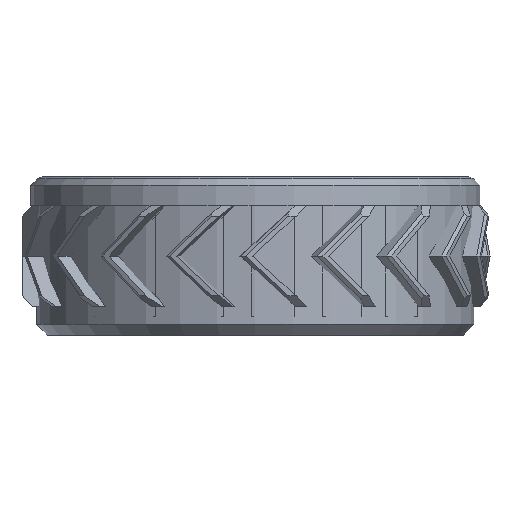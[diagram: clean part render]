
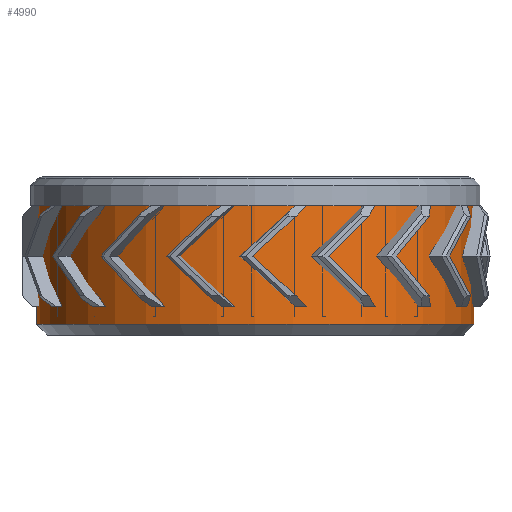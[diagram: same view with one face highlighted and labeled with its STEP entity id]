
A CAD part, left-side view. The second image highlights one B-rep face of the part: STEP entity #4990.
In plain terms, the highlighted cylindrical face has radius 76 mm (diameter 152 mm), a full revolution.
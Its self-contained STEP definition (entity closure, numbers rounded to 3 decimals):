
#4990 = ADVANCED_FACE('',(#4991),#5005,.T.);
#4991 = FACE_BOUND('',#4992,.F.);
#4992 = EDGE_LOOP('',(#4993,#5023,#5054,#5055));
#4993 = ORIENTED_EDGE('',*,*,#4994,.T.);
#4994 = EDGE_CURVE('',#4995,#4997,#4999,.T.);
#4995 = VERTEX_POINT('',#4996);
#4996 = CARTESIAN_POINT('',(76.,0.,3.8));
#4997 = VERTEX_POINT('',#4998);
#4998 = CARTESIAN_POINT('',(76.,0.,45.));
#4999 = SEAM_CURVE('',#5000,(#5004,#5016),.PCURVE_S1.);
#5000 = LINE('',#5001,#5002);
#5001 = CARTESIAN_POINT('',(76.,0.,0.));
#5002 = VECTOR('',#5003,1.);
#5003 = DIRECTION('',(0.,0.,1.));
#5004 = PCURVE('',#5005,#5010);
#5005 = CYLINDRICAL_SURFACE('',#5006,76.);
#5006 = AXIS2_PLACEMENT_3D('',#5007,#5008,#5009);
#5007 = CARTESIAN_POINT('',(0.,0.,0.));
#5008 = DIRECTION('',(-0.,-0.,-1.));
#5009 = DIRECTION('',(1.,0.,0.));
#5010 = DEFINITIONAL_REPRESENTATION('',(#5011),#5015);
#5011 = LINE('',#5012,#5013);
#5012 = CARTESIAN_POINT('',(-0.,0.));
#5013 = VECTOR('',#5014,1.);
#5014 = DIRECTION('',(-0.,-1.));
#5015 = ( GEOMETRIC_REPRESENTATION_CONTEXT(2) 
PARAMETRIC_REPRESENTATION_CONTEXT() REPRESENTATION_CONTEXT('2D SPACE',''
  ) );
#5016 = PCURVE('',#5005,#5017);
#5017 = DEFINITIONAL_REPRESENTATION('',(#5018),#5022);
#5018 = LINE('',#5019,#5020);
#5019 = CARTESIAN_POINT('',(-6.283,0.));
#5020 = VECTOR('',#5021,1.);
#5021 = DIRECTION('',(-0.,-1.));
#5022 = ( GEOMETRIC_REPRESENTATION_CONTEXT(2) 
PARAMETRIC_REPRESENTATION_CONTEXT() REPRESENTATION_CONTEXT('2D SPACE',''
  ) );
#5023 = ORIENTED_EDGE('',*,*,#5024,.T.);
#5024 = EDGE_CURVE('',#4997,#4997,#5025,.T.);
#5025 = SURFACE_CURVE('',#5026,(#5031,#5038),.PCURVE_S1.);
#5026 = CIRCLE('',#5027,76.);
#5027 = AXIS2_PLACEMENT_3D('',#5028,#5029,#5030);
#5028 = CARTESIAN_POINT('',(0.,0.,45.));
#5029 = DIRECTION('',(0.,0.,1.));
#5030 = DIRECTION('',(1.,0.,0.));
#5031 = PCURVE('',#5005,#5032);
#5032 = DEFINITIONAL_REPRESENTATION('',(#5033),#5037);
#5033 = LINE('',#5034,#5035);
#5034 = CARTESIAN_POINT('',(-0.,-45.));
#5035 = VECTOR('',#5036,1.);
#5036 = DIRECTION('',(-1.,0.));
#5037 = ( GEOMETRIC_REPRESENTATION_CONTEXT(2) 
PARAMETRIC_REPRESENTATION_CONTEXT() REPRESENTATION_CONTEXT('2D SPACE',''
  ) );
#5038 = PCURVE('',#5039,#5044);
#5039 = PLANE('',#5040);
#5040 = AXIS2_PLACEMENT_3D('',#5041,#5042,#5043);
#5041 = CARTESIAN_POINT('',(76.,0.,45.));
#5042 = DIRECTION('',(0.,0.,-1.));
#5043 = DIRECTION('',(-1.,0.,0.));
#5044 = DEFINITIONAL_REPRESENTATION('',(#5045),#5053);
#5045 = ( BOUNDED_CURVE() B_SPLINE_CURVE(2,(#5046,#5047,#5048,#5049,
#5050,#5051,#5052),.UNSPECIFIED.,.F.,.F.) B_SPLINE_CURVE_WITH_KNOTS((1,2
    ,2,2,2,1),(-2.094,0.,2.094,4.189,
6.283,8.378),.UNSPECIFIED.) CURVE() 
GEOMETRIC_REPRESENTATION_ITEM() RATIONAL_B_SPLINE_CURVE((1.,0.5,1.,0.5,
1.,0.5,1.)) REPRESENTATION_ITEM('') );
#5046 = CARTESIAN_POINT('',(0.,0.));
#5047 = CARTESIAN_POINT('',(0.,131.636));
#5048 = CARTESIAN_POINT('',(114.,65.818));
#5049 = CARTESIAN_POINT('',(228.,0.));
#5050 = CARTESIAN_POINT('',(114.,-65.818));
#5051 = CARTESIAN_POINT('',(0.,-131.636));
#5052 = CARTESIAN_POINT('',(0.,0.));
#5053 = ( GEOMETRIC_REPRESENTATION_CONTEXT(2) 
PARAMETRIC_REPRESENTATION_CONTEXT() REPRESENTATION_CONTEXT('2D SPACE',''
  ) );
#5054 = ORIENTED_EDGE('',*,*,#4994,.F.);
#5055 = ORIENTED_EDGE('',*,*,#5056,.F.);
#5056 = EDGE_CURVE('',#4995,#4995,#5057,.T.);
#5057 = SURFACE_CURVE('',#5058,(#5063,#5070),.PCURVE_S1.);
#5058 = CIRCLE('',#5059,76.);
#5059 = AXIS2_PLACEMENT_3D('',#5060,#5061,#5062);
#5060 = CARTESIAN_POINT('',(0.,0.,3.8));
#5061 = DIRECTION('',(0.,0.,1.));
#5062 = DIRECTION('',(1.,0.,0.));
#5063 = PCURVE('',#5005,#5064);
#5064 = DEFINITIONAL_REPRESENTATION('',(#5065),#5069);
#5065 = LINE('',#5066,#5067);
#5066 = CARTESIAN_POINT('',(-0.,-3.8));
#5067 = VECTOR('',#5068,1.);
#5068 = DIRECTION('',(-1.,0.));
#5069 = ( GEOMETRIC_REPRESENTATION_CONTEXT(2) 
PARAMETRIC_REPRESENTATION_CONTEXT() REPRESENTATION_CONTEXT('2D SPACE',''
  ) );
#5070 = PCURVE('',#5071,#5076);
#5071 = CONICAL_SURFACE('',#5072,76.,0.785);
#5072 = AXIS2_PLACEMENT_3D('',#5073,#5074,#5075);
#5073 = CARTESIAN_POINT('',(0.,0.,3.8));
#5074 = DIRECTION('',(0.,0.,1.));
#5075 = DIRECTION('',(1.,0.,0.));
#5076 = DEFINITIONAL_REPRESENTATION('',(#5077),#5081);
#5077 = LINE('',#5078,#5079);
#5078 = CARTESIAN_POINT('',(0.,-0.));
#5079 = VECTOR('',#5080,1.);
#5080 = DIRECTION('',(1.,-0.));
#5081 = ( GEOMETRIC_REPRESENTATION_CONTEXT(2) 
PARAMETRIC_REPRESENTATION_CONTEXT() REPRESENTATION_CONTEXT('2D SPACE',''
  ) );
